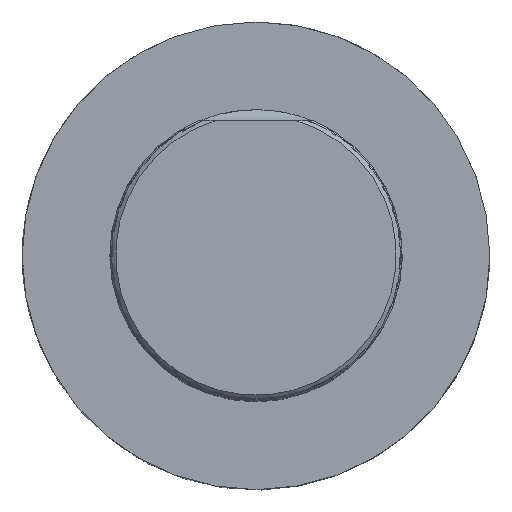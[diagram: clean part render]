
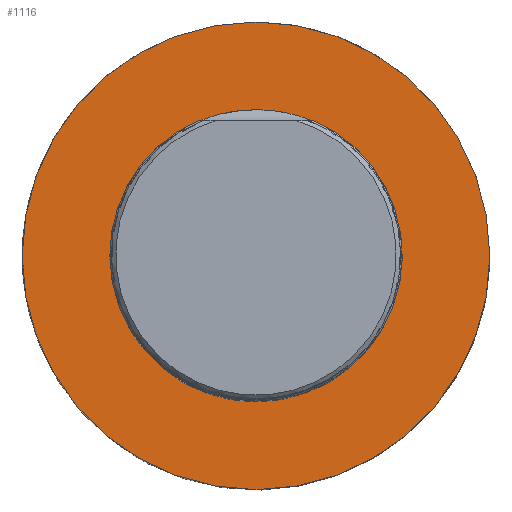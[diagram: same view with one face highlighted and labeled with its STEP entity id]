
A CAD part, top view. The second image highlights one B-rep face of the part: STEP entity #1116.
In plain terms, the highlighted face is planar.
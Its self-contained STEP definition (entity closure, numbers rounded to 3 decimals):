
#221=FACE_BOUND('',#2110,.T.);
#222=FACE_BOUND('',#2111,.T.);
#956=CIRCLE('',#7412,40.);
#957=CIRCLE('',#7416,24.996);
#1116=ADVANCED_FACE('TB_IB_SU_5',(#221,#222),#1523,.T.);
#1523=PLANE('',#7417);
#2110=EDGE_LOOP('',(#2744));
#2111=EDGE_LOOP('',(#2745));
#2744=ORIENTED_EDGE('',*,*,#5364,.T.);
#2745=ORIENTED_EDGE('',*,*,#5371,.T.);
#4681=VERTEX_POINT('',#14930);
#4686=VERTEX_POINT('',#14991);
#5364=EDGE_CURVE('',#4681,#4681,#956,.T.);
#5371=EDGE_CURVE('',#4686,#4686,#957,.T.);
#7412=AXIS2_PLACEMENT_3D('',#14929,#8239,#8240);
#7416=AXIS2_PLACEMENT_3D('',#14990,#8247,#8248);
#7417=AXIS2_PLACEMENT_3D('',#14992,#8249,#8250);
#8239=DIRECTION('',(0.,1.,0.));
#8240=DIRECTION('',(0.,0.,1.));
#8247=DIRECTION('',(0.,-1.,0.));
#8248=DIRECTION('',(1.,0.,0.));
#8249=DIRECTION('',(0.,1.,0.));
#8250=DIRECTION('',(0.,0.,1.));
#14929=CARTESIAN_POINT('',(0.,0.,0.));
#14930=CARTESIAN_POINT('',(0.,0.,40.));
#14990=CARTESIAN_POINT('',(0.,0.,0.));
#14991=CARTESIAN_POINT('',(24.996,0.,0.));
#14992=CARTESIAN_POINT('',(0.,0.,0.));
